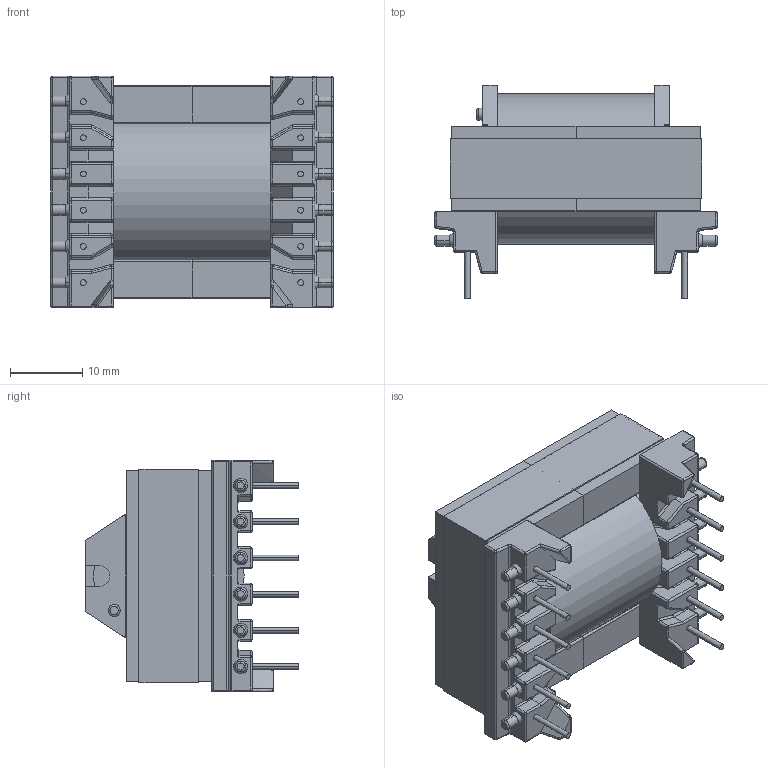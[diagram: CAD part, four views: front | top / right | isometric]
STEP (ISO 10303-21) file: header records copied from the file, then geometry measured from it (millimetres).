
FILE_DESCRIPTION (( 'STEP AP214' ), '1' );
FILE_NAME ('ER28-17_5652.STEP', '2019-01-31T20:56:21', ( '' ), ( '' ), 'SwSTEP 2.0', 'SolidWorks 2017', '' );
FILE_SCHEMA (( 'AUTOMOTIVE_DESIGN' ));
Length unit declared in the file: millimetre
Products named in the file (5): 440-9991-2504; 150-2504_6A; 070-5652_coil; 070-5652_6B; ER28-17_5652
Assembly tree (5 placements, depth 2):
  ER28-17_5652
    070-5652_6B
    070-5652_coil
    150-2504_6A  x2
    440-9991-2504
Bounding box: 39 x 29.5 x 32 mm (x, y, z)
Volume: 16685.7 mm3; surface area: 14564.8 mm2
Topology: 5 solids, 5 shells, 574 faces, 1365 edges, 787 vertices
Faces by surface type: cylinder 255, plane 144, torus 69, sphere 46, bspline 36, cone 24
Entity records: 16995 total; most frequent: CARTESIAN_POINT 4138, DIRECTION 2682, ORIENTED_EDGE 2520, EDGE_CURVE 1260, AXIS2_PLACEMENT_3D 1049, VERTEX_POINT 745, VECTOR 584, LINE 584
